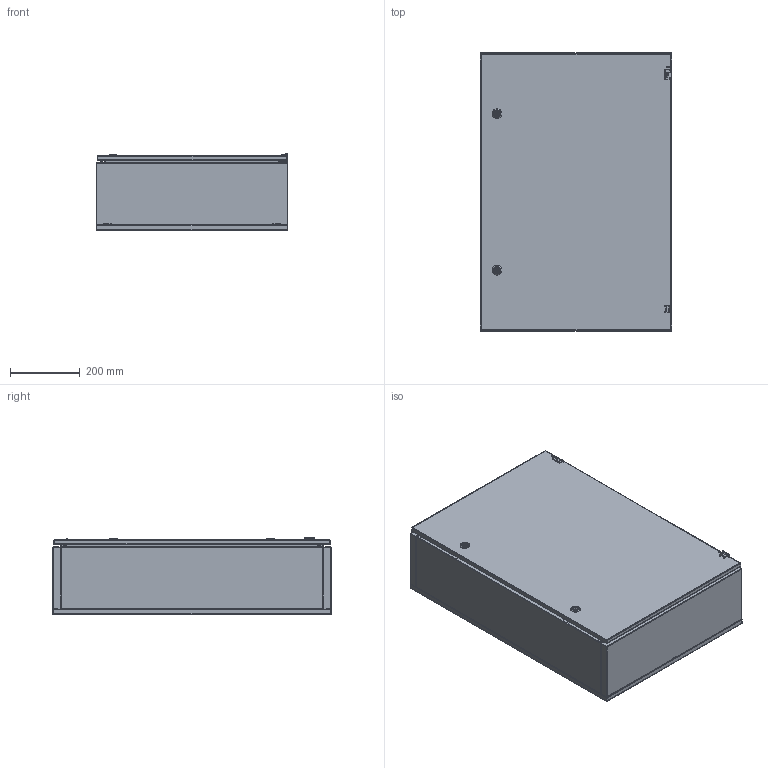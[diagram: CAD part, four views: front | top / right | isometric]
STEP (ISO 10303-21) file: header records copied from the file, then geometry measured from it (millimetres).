
FILE_DESCRIPTION (( 'STEP AP214' ), '1' );
FILE_NAME ('EKO-852.STEP', '2017-06-22T18:31:07', ( '' ), ( '' ), 'SwSTEP 2.0', 'SolidWorks 2017', '' );
FILE_SCHEMA (( 'AUTOMOTIVE_DESIGN' ));
Length unit declared in the file: millimetre
Products named in the file (1): EKO-852
Bounding box: 550 x 800 x 220.88 mm (x, y, z)
Volume: 1833151.2 mm3; surface area: 3605425.1 mm2
Topology: 70 solids, 70 shells, 3128 faces, 7624 edges, 4680 vertices
Faces by surface type: plane 1524, cylinder 956, cone 284, bspline 208, torus 132, sphere 24
Entity records: 105825 total; most frequent: CARTESIAN_POINT 32544, ORIENTED_EDGE 15188, DIRECTION 14574, EDGE_CURVE 7594, AXIS2_PLACEMENT_3D 5129, VERTEX_POINT 4680, VECTOR 4316, LINE 4316
